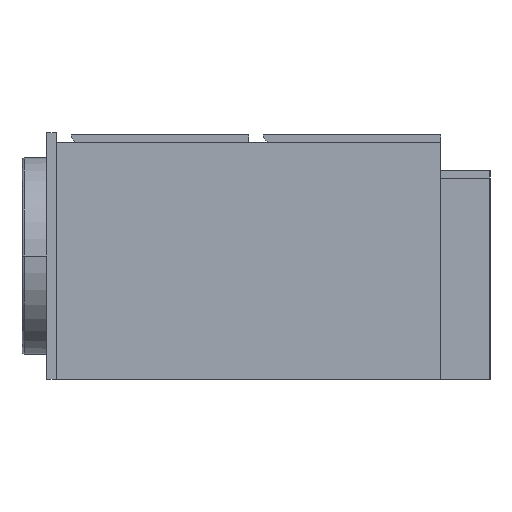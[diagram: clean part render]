
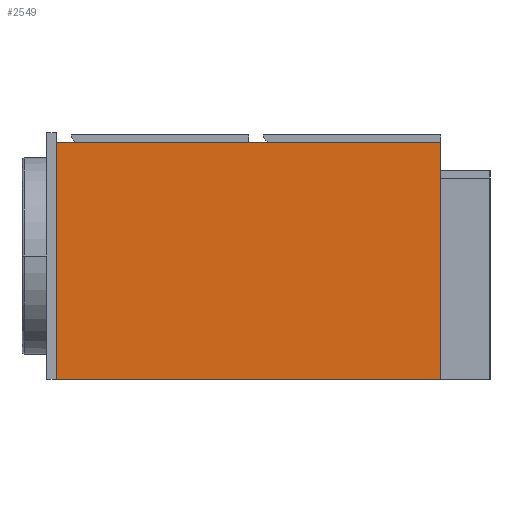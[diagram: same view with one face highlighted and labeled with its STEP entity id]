
A CAD part, left-side view. The second image highlights one B-rep face of the part: STEP entity #2549.
In plain terms, the highlighted planar face has unit normal (-1, 0, 0).
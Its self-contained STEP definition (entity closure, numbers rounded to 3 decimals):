
#6 = VERTEX_POINT ( 'NONE', #1152 ) ;
#92 = FACE_OUTER_BOUND ( 'NONE', #184, .T. ) ;
#121 = CARTESIAN_POINT ( 'NONE',  ( -594., -390., 480. ) ) ;
#158 = DIRECTION ( 'NONE',  ( 0., 0., -1. ) ) ;
#174 = DIRECTION ( 'NONE',  ( 0., -1., 0. ) ) ;
#184 = EDGE_LOOP ( 'NONE', ( #1480, #1609, #1847, #2532 ) ) ;
#220 = LINE ( 'NONE', #2854, #2695 ) ;
#252 = VECTOR ( 'NONE', #3129, 1000. ) ;
#747 = EDGE_CURVE ( 'NONE', #6, #2831, #2324, .T. ) ;
#833 = EDGE_CURVE ( 'NONE', #6, #1625, #220, .T. ) ;
#841 = CARTESIAN_POINT ( 'NONE',  ( -594., 390., 480. ) ) ;
#858 = DIRECTION ( 'NONE',  ( 0., 0., -1. ) ) ;
#900 = CARTESIAN_POINT ( 'NONE',  ( -594., -390., 480. ) ) ;
#1152 = CARTESIAN_POINT ( 'NONE',  ( -594., 390., 480. ) ) ;
#1176 = CARTESIAN_POINT ( 'NONE',  ( -594., -390., 0. ) ) ;
#1480 = ORIENTED_EDGE ( 'NONE', *, *, #1875, .T. ) ;
#1609 = ORIENTED_EDGE ( 'NONE', *, *, #2887, .F. ) ;
#1625 = VERTEX_POINT ( 'NONE', #2813 ) ;
#1658 = CARTESIAN_POINT ( 'NONE',  ( -594., -390., 0. ) ) ;
#1847 = ORIENTED_EDGE ( 'NONE', *, *, #833, .F. ) ;
#1875 = EDGE_CURVE ( 'NONE', #2831, #1921, #2874, .T. ) ;
#1921 = VERTEX_POINT ( 'NONE', #1176 ) ;
#2083 = PLANE ( 'NONE',  #2401 ) ;
#2126 = LINE ( 'NONE', #900, #252 ) ;
#2194 = VECTOR ( 'NONE', #858, 1000. ) ;
#2324 = LINE ( 'NONE', #841, #2194 ) ;
#2401 = AXIS2_PLACEMENT_3D ( 'NONE', #121, #3052, #158 ) ;
#2532 = ORIENTED_EDGE ( 'NONE', *, *, #747, .T. ) ;
#2549 = ADVANCED_FACE ( 'NONE', ( #92 ), #2083, .F. ) ;
#2660 = VECTOR ( 'NONE', #174, 1000. ) ;
#2695 = VECTOR ( 'NONE', #3134, 1000. ) ;
#2813 = CARTESIAN_POINT ( 'NONE',  ( -594., -390., 480. ) ) ;
#2831 = VERTEX_POINT ( 'NONE', #3112 ) ;
#2854 = CARTESIAN_POINT ( 'NONE',  ( -594., -390., 480. ) ) ;
#2874 = LINE ( 'NONE', #1658, #2660 ) ;
#2887 = EDGE_CURVE ( 'NONE', #1625, #1921, #2126, .T. ) ;
#3052 = DIRECTION ( 'NONE',  ( 1., 0., 0. ) ) ;
#3112 = CARTESIAN_POINT ( 'NONE',  ( -594., 390., 0. ) ) ;
#3129 = DIRECTION ( 'NONE',  ( 0., 0., -1. ) ) ;
#3134 = DIRECTION ( 'NONE',  ( 0., -1., 0. ) ) ;
